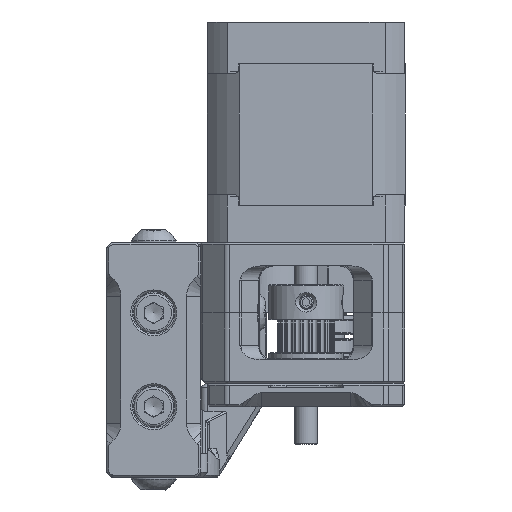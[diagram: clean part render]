
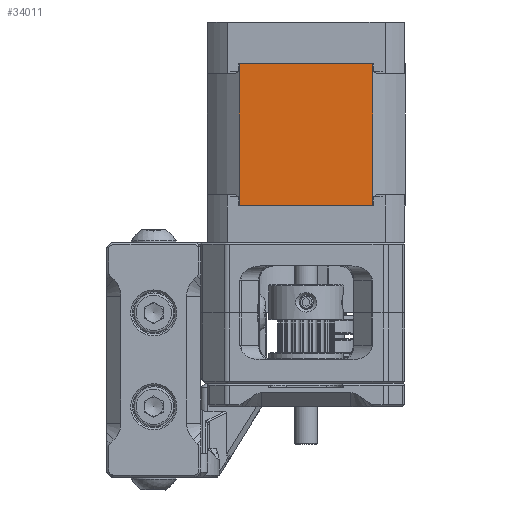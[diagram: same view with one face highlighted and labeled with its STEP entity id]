
A CAD part, front view. The second image highlights one B-rep face of the part: STEP entity #34011.
In plain terms, the highlighted planar face has unit normal (0, -1, 0).
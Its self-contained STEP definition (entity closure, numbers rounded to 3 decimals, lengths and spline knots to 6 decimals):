
#2983=LINE('',#63979,#5369);
#2989=LINE('',#64005,#5375);
#3003=LINE('',#64048,#5389);
#3005=LINE('',#64052,#5391);
#3007=LINE('',#64058,#5393);
#3059=LINE('',#64247,#5445);
#3060=LINE('',#64253,#5446);
#3061=LINE('',#64257,#5447);
#3063=LINE('',#64264,#5449);
#3065=LINE('',#64269,#5451);
#3066=LINE('',#64271,#5452);
#3073=LINE('',#64300,#5459);
#5369=VECTOR('',#48022,1.);
#5375=VECTOR('',#48050,1.);
#5389=VECTOR('',#48090,1.);
#5391=VECTOR('',#48094,1.);
#5393=VECTOR('',#48100,1.);
#5445=VECTOR('',#48294,1.);
#5446=VECTOR('',#48301,1.);
#5447=VECTOR('',#48306,1.);
#5449=VECTOR('',#48312,1.);
#5451=VECTOR('',#48318,1.);
#5452=VECTOR('',#48321,1.);
#5459=VECTOR('',#48354,1.);
#6557=PLANE('',#38883);
#17256=ORIENTED_EDGE('',*,*,#22389,.T.);
#17257=ORIENTED_EDGE('',*,*,#22391,.T.);
#17258=ORIENTED_EDGE('',*,*,#22398,.T.);
#17259=ORIENTED_EDGE('',*,*,#22386,.T.);
#17260=ORIENTED_EDGE('',*,*,#22397,.T.);
#17261=ORIENTED_EDGE('',*,*,#22394,.T.);
#17262=ORIENTED_EDGE('',*,*,#22411,.T.);
#17263=ORIENTED_EDGE('',*,*,#22295,.T.);
#17264=ORIENTED_EDGE('',*,*,#22292,.F.);
#17265=ORIENTED_EDGE('',*,*,#22268,.F.);
#17266=ORIENTED_EDGE('',*,*,#22255,.F.);
#17267=ORIENTED_EDGE('',*,*,#22290,.T.);
#22255=EDGE_CURVE('',#25564,#25565,#2983,.T.);
#22268=EDGE_CURVE('',#25565,#25574,#2989,.T.);
#22290=EDGE_CURVE('',#25564,#25589,#3003,.T.);
#22292=EDGE_CURVE('',#25574,#25591,#3005,.T.);
#22295=EDGE_CURVE('',#25593,#25591,#3007,.T.);
#22386=EDGE_CURVE('',#25659,#25658,#3059,.T.);
#22389=EDGE_CURVE('',#25589,#25660,#3060,.T.);
#22391=EDGE_CURVE('',#25660,#25661,#3061,.T.);
#22394=EDGE_CURVE('',#25665,#25664,#3063,.T.);
#22397=EDGE_CURVE('',#25658,#25665,#3065,.T.);
#22398=EDGE_CURVE('',#25661,#25659,#3066,.T.);
#22411=EDGE_CURVE('',#25664,#25593,#3073,.T.);
#25564=VERTEX_POINT('',#63978);
#25565=VERTEX_POINT('',#63980);
#25574=VERTEX_POINT('',#64006);
#25589=VERTEX_POINT('',#64047);
#25591=VERTEX_POINT('',#64053);
#25593=VERTEX_POINT('',#64059);
#25658=VERTEX_POINT('',#64246);
#25659=VERTEX_POINT('',#64248);
#25660=VERTEX_POINT('',#64252);
#25661=VERTEX_POINT('',#64256);
#25664=VERTEX_POINT('',#64263);
#25665=VERTEX_POINT('',#64265);
#28595=EDGE_LOOP('',(#17256,#17257,#17258,#17259,#17260,#17261,#17262,#17263,
#17264,#17265,#17266,#17267));
#31379=FACE_BOUND('',#28595,.T.);
#34011=ADVANCED_FACE('',(#31379),#6557,.T.);
#38883=AXIS2_PLACEMENT_3D('',#64299,#48352,#48353);
#48022=DIRECTION('',(-1.,0.,0.));
#48050=DIRECTION('',(0.,0.,1.));
#48090=DIRECTION('',(0.,0.,-1.));
#48094=DIRECTION('',(1.,0.,0.));
#48100=DIRECTION('',(0.,0.,-1.));
#48294=DIRECTION('',(0.,0.,1.));
#48301=DIRECTION('',(1.,0.,0.));
#48306=DIRECTION('',(0.,0.,1.));
#48312=DIRECTION('',(0.,0.,1.));
#48318=DIRECTION('',(-1.,0.,0.));
#48321=DIRECTION('',(1.,0.,0.));
#48352=DIRECTION('',(0.,-1.,0.));
#48353=DIRECTION('',(0.,0.,1.));
#48354=DIRECTION('',(-1.,0.,0.));
#63978=CARTESIAN_POINT('',(-0.169606,-0.2276,0.0229));
#63979=CARTESIAN_POINT('',(-0.175478,-0.2276,0.0229));
#63980=CARTESIAN_POINT('',(-0.17533,-0.2276,0.0229));
#64005=CARTESIAN_POINT('',(-0.17533,-0.2276,0.0229));
#64006=CARTESIAN_POINT('',(-0.17533,-0.2276,0.0531));
#64047=CARTESIAN_POINT('',(-0.169606,-0.2276,0.0228));
#64048=CARTESIAN_POINT('',(-0.169606,-0.2276,0.0229));
#64052=CARTESIAN_POINT('',(-0.169605,-0.2276,0.0531));
#64053=CARTESIAN_POINT('',(-0.169606,-0.2276,0.0531));
#64058=CARTESIAN_POINT('',(-0.169606,-0.2276,0.0229));
#64059=CARTESIAN_POINT('',(-0.169606,-0.2276,0.0532));
#64246=CARTESIAN_POINT('',(-0.14687,-0.2276,0.0531));
#64247=CARTESIAN_POINT('',(-0.14687,-0.2276,0.0229));
#64248=CARTESIAN_POINT('',(-0.14687,-0.2276,0.0229));
#64252=CARTESIAN_POINT('',(-0.152594,-0.2276,0.0228));
#64253=CARTESIAN_POINT('',(-0.146869,-0.2276,0.0228));
#64256=CARTESIAN_POINT('',(-0.152594,-0.2276,0.0229));
#64257=CARTESIAN_POINT('',(-0.152594,-0.2276,0.0229));
#64263=CARTESIAN_POINT('',(-0.152594,-0.2276,0.0532));
#64264=CARTESIAN_POINT('',(-0.152594,-0.2276,0.0229));
#64265=CARTESIAN_POINT('',(-0.152594,-0.2276,0.0531));
#64269=CARTESIAN_POINT('',(-0.146869,-0.2276,0.0531));
#64271=CARTESIAN_POINT('',(-0.146869,-0.2276,0.0229));
#64299=CARTESIAN_POINT('',(-0.146869,-0.2276,0.022799));
#64300=CARTESIAN_POINT('',(-0.146869,-0.2276,0.0532));
